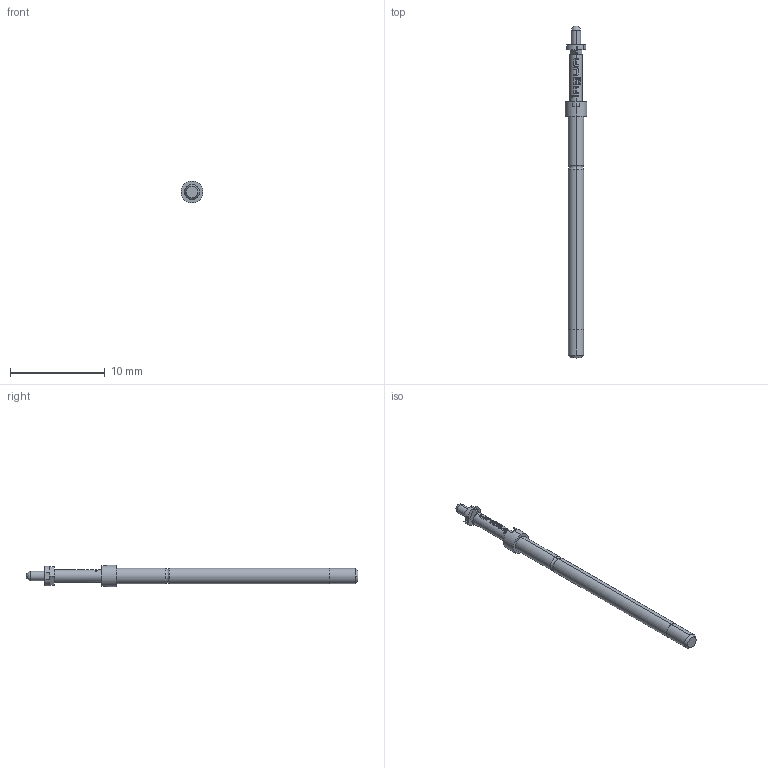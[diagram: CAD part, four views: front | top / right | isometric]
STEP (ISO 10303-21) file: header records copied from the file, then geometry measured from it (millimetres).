
FILE_DESCRIPTION (( 'STEP AP203' ), '1' );
FILE_NAME ('INGUN_T-912_305_100_200_210_X_xx02_M_0.STEP', '2016-11-18T10:59:06', ( '' ), ( '' ), 'SwSTEP 2.0', 'SolidWorks 2016', '' );
FILE_SCHEMA (( 'CONFIG_CONTROL_DESIGN' ));
Length unit declared in the file: millimetre
Products named in the file (1): INGUN_T-912_305_100_200_210_X_xx02_M_0
Bounding box: 2.3 x 35 x 2.3 mm (x, y, z)
Volume: 70.1 mm3; surface area: 188.9 mm2
Topology: 1 solids, 1 shells, 143 faces, 402 edges, 264 vertices
Faces by surface type: plane 74, cylinder 40, bspline 25, cone 4
Entity records: 5024 total; most frequent: CARTESIAN_POINT 1385, ORIENTED_EDGE 800, DIRECTION 686, EDGE_CURVE 400, VERTEX_POINT 264, AXIS2_PLACEMENT_3D 257, LINE 172, VECTOR 172
